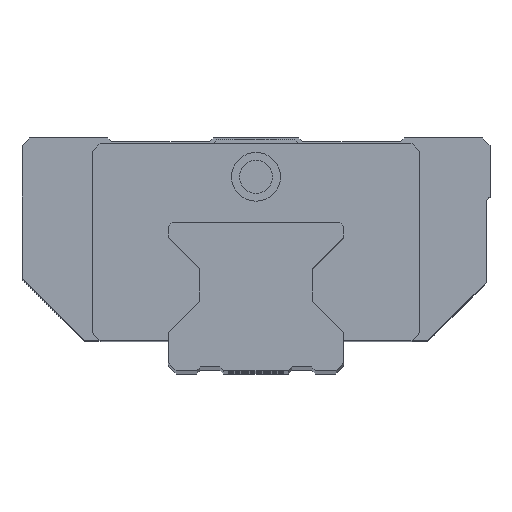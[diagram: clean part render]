
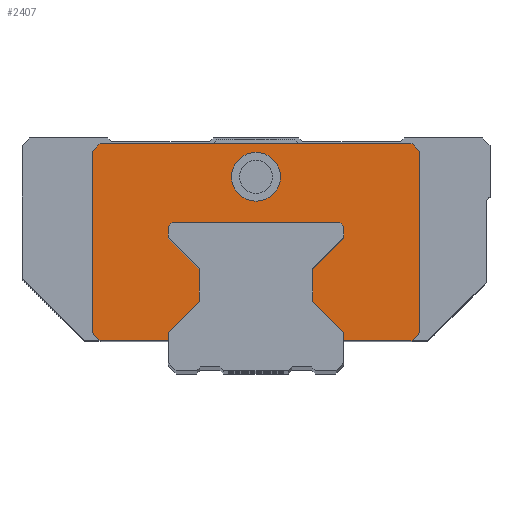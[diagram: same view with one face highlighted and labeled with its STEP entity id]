
A CAD part, top view. The second image highlights one B-rep face of the part: STEP entity #2407.
In plain terms, the highlighted planar face has unit normal (0, 0, 1).
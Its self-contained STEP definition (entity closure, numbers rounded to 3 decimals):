
#165=DIRECTION('',(-1.,0.,0.));
#166=VECTOR('',#165,80.);
#167=CARTESIAN_POINT('',(40.,58.5,76.6));
#168=LINE('',#167,#166);
#189=DIRECTION('',(-0.707,0.707,0.));
#190=VECTOR('',#189,2.828);
#191=CARTESIAN_POINT('',(42.,56.5,76.6));
#192=LINE('',#191,#190);
#193=DIRECTION('',(0.,1.,0.));
#194=VECTOR('',#193,46.5);
#195=CARTESIAN_POINT('',(42.,10.,76.6));
#196=LINE('',#195,#194);
#197=DIRECTION('',(0.707,0.707,0.));
#198=VECTOR('',#197,2.828);
#199=CARTESIAN_POINT('',(40.,8.,76.6));
#200=LINE('',#199,#198);
#201=DIRECTION('',(1.,0.,0.));
#202=VECTOR('',#201,17.5);
#203=CARTESIAN_POINT('',(22.5,8.,76.6));
#204=LINE('',#203,#202);
#205=DIRECTION('',(0.,-1.,0.));
#206=VECTOR('',#205,1.796);
#207=CARTESIAN_POINT('',(22.5,9.796,76.6));
#208=LINE('',#207,#206);
#209=DIRECTION('',(0.707,-0.707,0.));
#210=VECTOR('',#209,11.314);
#211=CARTESIAN_POINT('',(14.5,17.796,76.6));
#212=LINE('',#211,#210);
#213=DIRECTION('',(0.,-1.,0.));
#214=VECTOR('',#213,8.407);
#215=CARTESIAN_POINT('',(14.5,26.204,76.6));
#216=LINE('',#215,#214);
#217=DIRECTION('',(-0.707,-0.707,0.));
#218=VECTOR('',#217,11.314);
#219=CARTESIAN_POINT('',(22.5,34.204,76.6));
#220=LINE('',#219,#218);
#221=DIRECTION('',(0.,-1.,0.));
#222=VECTOR('',#221,2.796);
#223=CARTESIAN_POINT('',(22.5,37.,76.6));
#224=LINE('',#223,#222);
#225=DIRECTION('',(0.707,-0.707,0.));
#226=VECTOR('',#225,1.414);
#227=CARTESIAN_POINT('',(21.5,38.,76.6));
#228=LINE('',#227,#226);
#229=DIRECTION('',(1.,0.,0.));
#230=VECTOR('',#229,43.);
#231=CARTESIAN_POINT('',(-21.5,38.,76.6));
#232=LINE('',#231,#230);
#233=DIRECTION('',(0.707,0.707,0.));
#234=VECTOR('',#233,1.414);
#235=CARTESIAN_POINT('',(-22.5,37.,76.6));
#236=LINE('',#235,#234);
#237=DIRECTION('',(0.,1.,0.));
#238=VECTOR('',#237,2.796);
#239=CARTESIAN_POINT('',(-22.5,34.204,76.6));
#240=LINE('',#239,#238);
#241=DIRECTION('',(-0.707,0.707,0.));
#242=VECTOR('',#241,11.314);
#243=CARTESIAN_POINT('',(-14.5,26.204,76.6));
#244=LINE('',#243,#242);
#245=DIRECTION('',(0.,1.,0.));
#246=VECTOR('',#245,8.407);
#247=CARTESIAN_POINT('',(-14.5,17.796,76.6));
#248=LINE('',#247,#246);
#249=DIRECTION('',(0.707,0.707,0.));
#250=VECTOR('',#249,11.314);
#251=CARTESIAN_POINT('',(-22.5,9.796,76.6));
#252=LINE('',#251,#250);
#253=DIRECTION('',(0.,1.,0.));
#254=VECTOR('',#253,1.796);
#255=CARTESIAN_POINT('',(-22.5,8.,76.6));
#256=LINE('',#255,#254);
#257=DIRECTION('',(1.,0.,0.));
#258=VECTOR('',#257,17.5);
#259=CARTESIAN_POINT('',(-40.,8.,76.6));
#260=LINE('',#259,#258);
#261=DIRECTION('',(0.707,-0.707,0.));
#262=VECTOR('',#261,2.828);
#263=CARTESIAN_POINT('',(-42.,10.,76.6));
#264=LINE('',#263,#262);
#265=DIRECTION('',(0.,-1.,0.));
#266=VECTOR('',#265,46.5);
#267=CARTESIAN_POINT('',(-42.,56.5,76.6));
#268=LINE('',#267,#266);
#269=DIRECTION('',(-0.707,-0.707,0.));
#270=VECTOR('',#269,2.828);
#271=CARTESIAN_POINT('',(-40.,58.5,76.6));
#272=LINE('',#271,#270);
#273=CARTESIAN_POINT('',(0.,50.,76.6));
#274=DIRECTION('',(0.,0.,1.));
#275=DIRECTION('',(0.,-1.,0.));
#276=AXIS2_PLACEMENT_3D('',#273,#274,#275);
#278=CARTESIAN_POINT('',(0.,50.,76.6));
#279=DIRECTION('',(0.,0.,1.));
#280=DIRECTION('',(0.,1.,0.));
#281=AXIS2_PLACEMENT_3D('',#278,#279,#280);
#1769=CARTESIAN_POINT('',(-40.,8.,76.6));
#1770=CARTESIAN_POINT('',(-22.5,8.,76.6));
#1771=VERTEX_POINT('',#1769);
#1772=VERTEX_POINT('',#1770);
#1773=CARTESIAN_POINT('',(-22.5,9.796,76.6));
#1774=VERTEX_POINT('',#1773);
#1775=CARTESIAN_POINT('',(-14.5,17.796,76.6));
#1776=VERTEX_POINT('',#1775);
#1777=CARTESIAN_POINT('',(-14.5,26.204,76.6));
#1778=VERTEX_POINT('',#1777);
#1779=CARTESIAN_POINT('',(-22.5,34.204,76.6));
#1780=VERTEX_POINT('',#1779);
#1781=CARTESIAN_POINT('',(-22.5,37.,76.6));
#1782=VERTEX_POINT('',#1781);
#1783=CARTESIAN_POINT('',(-21.5,38.,76.6));
#1784=VERTEX_POINT('',#1783);
#1785=CARTESIAN_POINT('',(21.5,38.,76.6));
#1786=VERTEX_POINT('',#1785);
#1787=CARTESIAN_POINT('',(22.5,37.,76.6));
#1788=VERTEX_POINT('',#1787);
#1789=CARTESIAN_POINT('',(22.5,34.204,76.6));
#1790=VERTEX_POINT('',#1789);
#1791=CARTESIAN_POINT('',(14.5,26.204,76.6));
#1792=VERTEX_POINT('',#1791);
#1793=CARTESIAN_POINT('',(14.5,17.796,76.6));
#1794=VERTEX_POINT('',#1793);
#1795=CARTESIAN_POINT('',(22.5,9.796,76.6));
#1796=VERTEX_POINT('',#1795);
#1797=CARTESIAN_POINT('',(22.5,8.,76.6));
#1798=VERTEX_POINT('',#1797);
#1799=CARTESIAN_POINT('',(40.,8.,76.6));
#1800=VERTEX_POINT('',#1799);
#1801=CARTESIAN_POINT('',(42.,10.,76.6));
#1802=VERTEX_POINT('',#1801);
#1803=CARTESIAN_POINT('',(42.,56.5,76.6));
#1804=VERTEX_POINT('',#1803);
#1805=CARTESIAN_POINT('',(40.,58.5,76.6));
#1806=VERTEX_POINT('',#1805);
#1807=CARTESIAN_POINT('',(-40.,58.5,76.6));
#1808=CARTESIAN_POINT('',(-42.,56.5,76.6));
#1809=VERTEX_POINT('',#1807);
#1810=VERTEX_POINT('',#1808);
#1811=CARTESIAN_POINT('',(-42.,10.,76.6));
#1812=VERTEX_POINT('',#1811);
#2041=CARTESIAN_POINT('',(0.,43.75,76.6));
#2042=CARTESIAN_POINT('',(0.,56.25,76.6));
#2043=VERTEX_POINT('',#2041);
#2044=VERTEX_POINT('',#2042);
#2354=CARTESIAN_POINT('',(0.,0.,76.6));
#2355=DIRECTION('',(0.,0.,1.));
#2356=DIRECTION('',(1.,0.,0.));
#2357=AXIS2_PLACEMENT_3D('',#2354,#2355,#2356);
#2358=PLANE('',#2357);
#2359=ORIENTED_EDGE('',*,*,#2315,.F.);
#2360=ORIENTED_EDGE('',*,*,#2303,.F.);
#2361=ORIENTED_EDGE('',*,*,#2268,.F.);
#2362=ORIENTED_EDGE('',*,*,#2233,.F.);
#2364=ORIENTED_EDGE('',*,*,#2363,.F.);
#2366=ORIENTED_EDGE('',*,*,#2365,.F.);
#2368=ORIENTED_EDGE('',*,*,#2367,.F.);
#2370=ORIENTED_EDGE('',*,*,#2369,.F.);
#2372=ORIENTED_EDGE('',*,*,#2371,.F.);
#2374=ORIENTED_EDGE('',*,*,#2373,.F.);
#2376=ORIENTED_EDGE('',*,*,#2375,.F.);
#2378=ORIENTED_EDGE('',*,*,#2377,.F.);
#2380=ORIENTED_EDGE('',*,*,#2379,.F.);
#2382=ORIENTED_EDGE('',*,*,#2381,.F.);
#2384=ORIENTED_EDGE('',*,*,#2383,.F.);
#2386=ORIENTED_EDGE('',*,*,#2385,.F.);
#2388=ORIENTED_EDGE('',*,*,#2387,.F.);
#2390=ORIENTED_EDGE('',*,*,#2389,.F.);
#2392=ORIENTED_EDGE('',*,*,#2391,.F.);
#2394=ORIENTED_EDGE('',*,*,#2393,.F.);
#2396=ORIENTED_EDGE('',*,*,#2395,.F.);
#2398=ORIENTED_EDGE('',*,*,#2397,.F.);
#2399=EDGE_LOOP('',(#2359,#2360,#2361,#2362,#2364,#2366,#2368,#2370,#2372,#2374,
#2376,#2378,#2380,#2382,#2384,#2386,#2388,#2390,#2392,#2394,#2396,#2398));
#2400=FACE_OUTER_BOUND('',#2399,.F.);
#2402=ORIENTED_EDGE('',*,*,#2401,.T.);
#2404=ORIENTED_EDGE('',*,*,#2403,.T.);
#2405=EDGE_LOOP('',(#2402,#2404));
#2406=FACE_BOUND('',#2405,.F.);
#2407=ADVANCED_FACE('',(#2400,#2406),#2358,.T.);
#277=CIRCLE('',#276,6.25);
#282=CIRCLE('',#281,6.25);
#2233=EDGE_CURVE('',#1800,#1802,#200,.T.);
#2268=EDGE_CURVE('',#1802,#1804,#196,.T.);
#2303=EDGE_CURVE('',#1804,#1806,#192,.T.);
#2315=EDGE_CURVE('',#1806,#1809,#168,.T.);
#2363=EDGE_CURVE('',#1798,#1800,#204,.T.);
#2365=EDGE_CURVE('',#1796,#1798,#208,.T.);
#2367=EDGE_CURVE('',#1794,#1796,#212,.T.);
#2369=EDGE_CURVE('',#1792,#1794,#216,.T.);
#2371=EDGE_CURVE('',#1790,#1792,#220,.T.);
#2373=EDGE_CURVE('',#1788,#1790,#224,.T.);
#2375=EDGE_CURVE('',#1786,#1788,#228,.T.);
#2377=EDGE_CURVE('',#1784,#1786,#232,.T.);
#2379=EDGE_CURVE('',#1782,#1784,#236,.T.);
#2381=EDGE_CURVE('',#1780,#1782,#240,.T.);
#2383=EDGE_CURVE('',#1778,#1780,#244,.T.);
#2385=EDGE_CURVE('',#1776,#1778,#248,.T.);
#2387=EDGE_CURVE('',#1774,#1776,#252,.T.);
#2389=EDGE_CURVE('',#1772,#1774,#256,.T.);
#2391=EDGE_CURVE('',#1771,#1772,#260,.T.);
#2393=EDGE_CURVE('',#1812,#1771,#264,.T.);
#2395=EDGE_CURVE('',#1810,#1812,#268,.T.);
#2397=EDGE_CURVE('',#1809,#1810,#272,.T.);
#2401=EDGE_CURVE('',#2043,#2044,#277,.T.);
#2403=EDGE_CURVE('',#2044,#2043,#282,.T.);
